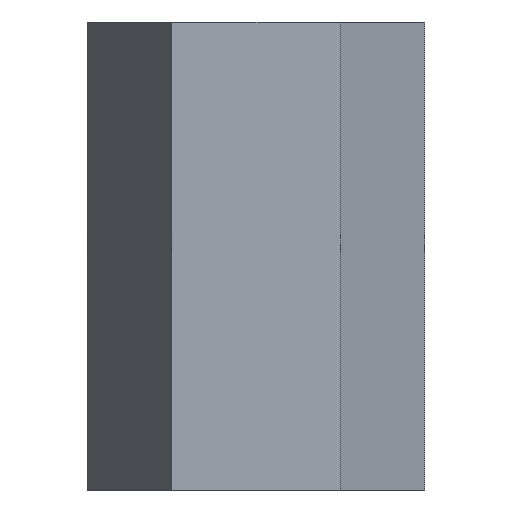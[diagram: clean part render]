
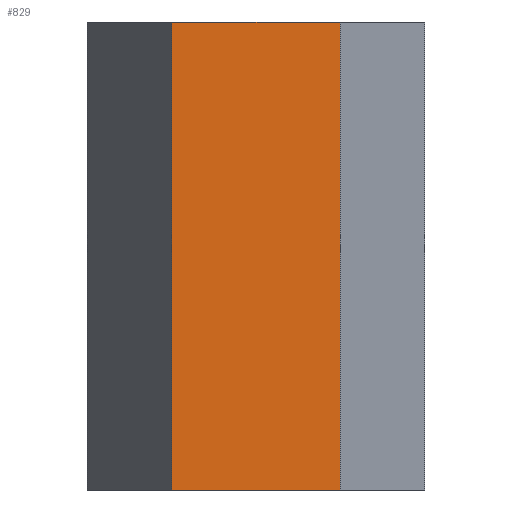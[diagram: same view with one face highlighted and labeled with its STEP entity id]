
A CAD part, front view. The second image highlights one B-rep face of the part: STEP entity #829.
In plain terms, the highlighted planar face has unit normal (0, -1, 0).
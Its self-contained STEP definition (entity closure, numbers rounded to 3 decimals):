
#21=PLANE('',#889);
#67=FACE_OUTER_BOUND('',#112,.T.);
#112=EDGE_LOOP('',(#733,#734,#735,#736));
#228=LINE('',#3424,#278);
#233=LINE('',#3433,#283);
#238=LINE('',#3445,#288);
#239=LINE('',#3446,#289);
#278=VECTOR('',#1006,10.);
#283=VECTOR('',#1013,10.);
#288=VECTOR('',#1026,10.);
#289=VECTOR('',#1027,10.);
#368=VERTEX_POINT('',#3421);
#369=VERTEX_POINT('',#3423);
#372=VERTEX_POINT('',#3431);
#375=VERTEX_POINT('',#3444);
#488=EDGE_CURVE('',#369,#368,#228,.T.);
#493=EDGE_CURVE('',#368,#372,#233,.T.);
#498=EDGE_CURVE('',#375,#372,#238,.T.);
#499=EDGE_CURVE('',#369,#375,#239,.T.);
#733=ORIENTED_EDGE('',*,*,#488,.T.);
#734=ORIENTED_EDGE('',*,*,#493,.T.);
#735=ORIENTED_EDGE('',*,*,#498,.F.);
#736=ORIENTED_EDGE('',*,*,#499,.F.);
#829=ADVANCED_FACE('',(#67),#21,.T.);
#889=AXIS2_PLACEMENT_3D('',#3443,#1024,#1025);
#1006=DIRECTION('',(1.,0.,0.));
#1013=DIRECTION('',(0.,0.,1.));
#1024=DIRECTION('center_axis',(0.,-1.,0.));
#1025=DIRECTION('ref_axis',(1.,0.,0.));
#1026=DIRECTION('',(1.,0.,0.));
#1027=DIRECTION('',(0.,0.,1.));
#3421=CARTESIAN_POINT('',(1.443,-2.5,4.));
#3423=CARTESIAN_POINT('',(-1.443,-2.5,4.));
#3424=CARTESIAN_POINT('',(-0.722,-2.5,4.));
#3431=CARTESIAN_POINT('',(1.443,-2.5,12.));
#3433=CARTESIAN_POINT('',(1.443,-2.5,0.));
#3443=CARTESIAN_POINT('Origin',(-1.443,-2.5,0.));
#3444=CARTESIAN_POINT('',(-1.443,-2.5,12.));
#3445=CARTESIAN_POINT('',(-1.443,-2.5,12.));
#3446=CARTESIAN_POINT('',(-1.443,-2.5,0.));
